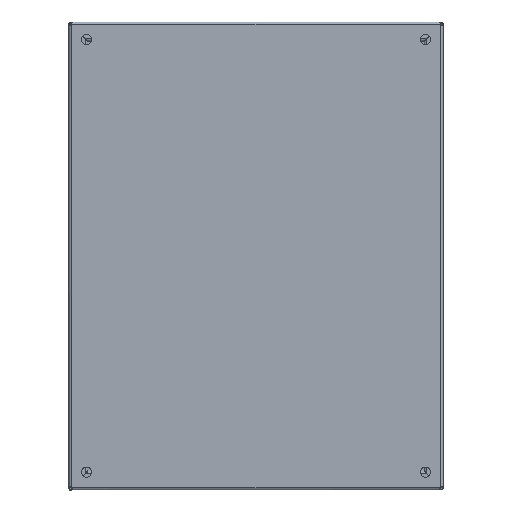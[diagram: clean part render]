
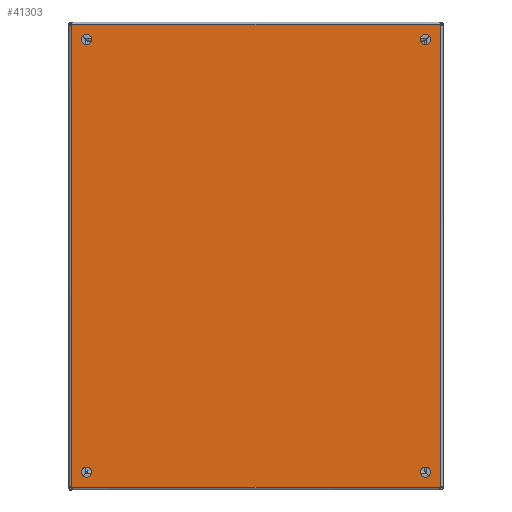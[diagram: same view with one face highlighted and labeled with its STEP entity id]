
A CAD part, top view. The second image highlights one B-rep face of the part: STEP entity #41303.
In plain terms, the highlighted planar face has unit normal (0, 0, 1).
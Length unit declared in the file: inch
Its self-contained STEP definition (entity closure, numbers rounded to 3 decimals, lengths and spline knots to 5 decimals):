
#12 = AXIS2_PLACEMENT_3D ( 'NONE', #81352, #56933, #68812 ) ;
#1751 = DIRECTION ( 'NONE',  ( 0., 0., -1. ) ) ;
#2701 = VERTEX_POINT ( 'NONE', #11390 ) ;
#3134 = VERTEX_POINT ( 'NONE', #15443 ) ;
#3173 = CARTESIAN_POINT ( 'NONE',  ( 15.76975, -0.00777, 8.9175 ) ) ;
#3827 = ORIENTED_EDGE ( 'NONE', *, *, #9644, .T. ) ;
#4426 = EDGE_CURVE ( 'NONE', #48258, #28364, #20409, .T. ) ;
#4675 = EDGE_CURVE ( 'NONE', #49776, #78026, #70796, .T. ) ;
#5135 = ORIENTED_EDGE ( 'NONE', *, *, #20918, .T. ) ;
#5134 = DIRECTION ( 'NONE',  ( -1., 0., 0. ) ) ;
#5393 = DIRECTION ( 'NONE',  ( 0., 0., -1. ) ) ;
#6092 = FACE_BOUND ( 'NONE', #41637, .T. ) ;
#6318 = ORIENTED_EDGE ( 'NONE', *, *, #33032, .T. ) ;
#6853 = AXIS2_PLACEMENT_3D ( 'NONE', #59866, #35075, #66458 ) ;
#7182 = CIRCLE ( 'NONE', #73108, 0.21875 ) ;
#8079 = FACE_BOUND ( 'NONE', #52692, .T. ) ;
#8483 = ORIENTED_EDGE ( 'NONE', *, *, #4426, .F. ) ;
#9644 = EDGE_CURVE ( 'NONE', #2701, #2701, #40115, .T. ) ;
#10196 = AXIS2_PLACEMENT_3D ( 'NONE', #46757, #78605, #64679 ) ;
#10403 = PLANE ( 'NONE',  #62508 ) ;
#11390 = CARTESIAN_POINT ( 'NONE',  ( 0.40625, 0.625, 8.9175 ) ) ;
#13136 = LINE ( 'NONE', #24645, #55733 ) ;
#15443 = CARTESIAN_POINT ( 'NONE',  ( 15.76975, 19.75777, 8.9175 ) ) ;
#16806 = ORIENTED_EDGE ( 'NONE', *, *, #58647, .T. ) ;
#17652 = DIRECTION ( 'NONE',  ( 1., 0., 0. ) ) ;
#17979 = CARTESIAN_POINT ( 'NONE',  ( 15.125, 0.625, 8.9175 ) ) ;
#18090 = DIRECTION ( 'NONE',  ( 0., 0., -1. ) ) ;
#18387 = CARTESIAN_POINT ( 'NONE',  ( 15.75777, 19.76975, 8.9175 ) ) ;
#18929 = AXIS2_PLACEMENT_3D ( 'NONE', #27144, #1751, #46132 ) ;
#19316 = CARTESIAN_POINT ( 'NONE',  ( 15.76975, 9.875, 8.9175 ) ) ;
#20115 = DIRECTION ( 'NONE',  ( 0., -1., 0. ) ) ;
#20409 = LINE ( 'NONE', #63038, #65910 ) ;
#20918 = EDGE_CURVE ( 'NONE', #49776, #28364, #60392, .T. ) ;
#24523 = DIRECTION ( 'NONE',  ( 1., 0., 0. ) ) ;
#24645 = CARTESIAN_POINT ( 'NONE',  ( 7.875, -0.01975, 8.9175 ) ) ;
#27144 = CARTESIAN_POINT ( 'NONE',  ( 15.81289, -0.06289, 8.9175 ) ) ;
#27296 = CARTESIAN_POINT ( 'NONE',  ( 0.625, 19.125, 8.9175 ) ) ;
#27333 = CARTESIAN_POINT ( 'NONE',  ( -0.00777, -0.01975, 8.9175 ) ) ;
#28052 = FACE_BOUND ( 'NONE', #54800, .T. ) ;
#28364 = VERTEX_POINT ( 'NONE', #70558 ) ;
#28702 = AXIS2_PLACEMENT_3D ( 'NONE', #48816, #74247, #62302 ) ;
#30369 = ORIENTED_EDGE ( 'NONE', *, *, #55165, .T. ) ;
#31341 = CARTESIAN_POINT ( 'NONE',  ( -0.01975, -0.00777, 8.9175 ) ) ;
#31347 = DIRECTION ( 'NONE',  ( -1., 0., 0. ) ) ;
#33032 = EDGE_CURVE ( 'NONE', #53285, #53285, #48295, .T. ) ;
#33602 = VERTEX_POINT ( 'NONE', #27333 ) ;
#35075 = DIRECTION ( 'NONE',  ( 0., 0., -1. ) ) ;
#35890 = VECTOR ( 'NONE', #20115, 39.37008 ) ;
#37487 = VERTEX_POINT ( 'NONE', #77145 ) ;
#39184 = DIRECTION ( 'NONE',  ( 0., 0., -1. ) ) ;
#39847 = LINE ( 'NONE', #19316, #35890 ) ;
#40115 = CIRCLE ( 'NONE', #28702, 0.21875 ) ;
#40304 = EDGE_CURVE ( 'NONE', #65064, #65064, #7182, .T. ) ;
#41303 = ADVANCED_FACE ( 'NONE', ( #61558, #8079, #6092, #28052, #60620 ), #10403, .F. ) ;
#41358 = CARTESIAN_POINT ( 'NONE',  ( 14.90625, 19.125, 8.9175 ) ) ;
#41442 = EDGE_CURVE ( 'NONE', #3134, #51439, #39847, .T. ) ;
#41637 = EDGE_LOOP ( 'NONE', ( #3827 ) ) ;
#42272 = ORIENTED_EDGE ( 'NONE', *, *, #61870, .F. ) ;
#42878 = CARTESIAN_POINT ( 'NONE',  ( 7.875, 19.76975, 8.9175 ) ) ;
#44999 = CIRCLE ( 'NONE', #10196, 0.21875 ) ;
#45134 = CIRCLE ( 'NONE', #12, 0.07 ) ;
#46006 = DIRECTION ( 'NONE',  ( -1., 0., 0. ) ) ;
#46132 = DIRECTION ( 'NONE',  ( 1., 0., 0. ) ) ;
#46553 = CARTESIAN_POINT ( 'NONE',  ( 14.90625, 0.625, 8.9175 ) ) ;
#46689 = CIRCLE ( 'NONE', #6853, 0.07 ) ;
#46757 = CARTESIAN_POINT ( 'NONE',  ( 15.125, 19.125, 8.9175 ) ) ;
#47741 = EDGE_CURVE ( 'NONE', #52147, #52147, #44999, .T. ) ;
#48258 = VERTEX_POINT ( 'NONE', #31341 ) ;
#48295 = CIRCLE ( 'NONE', #79308, 0.21875 ) ;
#48816 = CARTESIAN_POINT ( 'NONE',  ( 0.625, 0.625, 8.9175 ) ) ;
#49776 = VERTEX_POINT ( 'NONE', #61930 ) ;
#51422 = DIRECTION ( 'NONE',  ( 0., 1., 0. ) ) ;
#51439 = VERTEX_POINT ( 'NONE', #3173 ) ;
#52147 = VERTEX_POINT ( 'NONE', #41358 ) ;
#52692 = EDGE_LOOP ( 'NONE', ( #81821 ) ) ;
#53285 = VERTEX_POINT ( 'NONE', #46553 ) ;
#54800 = EDGE_LOOP ( 'NONE', ( #6318 ) ) ;
#55165 = EDGE_CURVE ( 'NONE', #37487, #51439, #75295, .T. ) ;
#55322 = DIRECTION ( 'NONE',  ( 0., 0., -1. ) ) ;
#55733 = VECTOR ( 'NONE', #61605, 39.37008 ) ;
#56933 = DIRECTION ( 'NONE',  ( 0., 0., -1. ) ) ;
#58647 = EDGE_CURVE ( 'NONE', #48258, #33602, #45134, .T. ) ;
#59866 = CARTESIAN_POINT ( 'NONE',  ( 15.81289, 19.81289, 8.9175 ) ) ;
#60342 = CARTESIAN_POINT ( 'NONE',  ( 0.40625, 19.125, 8.9175 ) ) ;
#60392 = CIRCLE ( 'NONE', #61385, 0.07 ) ;
#60620 = FACE_OUTER_BOUND ( 'NONE', #61360, .T. ) ;
#61360 = EDGE_LOOP ( 'NONE', ( #30369, #69468, #76777, #80860, #5135, #8483, #16806, #42272 ) ) ;
#61385 = AXIS2_PLACEMENT_3D ( 'NONE', #75905, #18090, #24523 ) ;
#61558 = FACE_BOUND ( 'NONE', #74988, .T. ) ;
#61605 = DIRECTION ( 'NONE',  ( -1., 0., 0. ) ) ;
#61870 = EDGE_CURVE ( 'NONE', #37487, #33602, #13136, .T. ) ;
#61930 = CARTESIAN_POINT ( 'NONE',  ( -0.00777, 19.76975, 8.9175 ) ) ;
#62130 = EDGE_CURVE ( 'NONE', #3134, #78026, #46689, .T. ) ;
#62302 = DIRECTION ( 'NONE',  ( -1., 0., 0. ) ) ;
#62508 = AXIS2_PLACEMENT_3D ( 'NONE', #68512, #5393, #31347 ) ;
#63038 = CARTESIAN_POINT ( 'NONE',  ( -0.01975, 9.875, 8.9175 ) ) ;
#64679 = DIRECTION ( 'NONE',  ( -1., 0., 0. ) ) ;
#65064 = VERTEX_POINT ( 'NONE', #60342 ) ;
#65910 = VECTOR ( 'NONE', #51422, 39.37008 ) ;
#66458 = DIRECTION ( 'NONE',  ( 1., 0., 0. ) ) ;
#67812 = VECTOR ( 'NONE', #17652, 39.37008 ) ;
#68512 = CARTESIAN_POINT ( 'NONE',  ( 7.875, 9.875, 8.9175 ) ) ;
#68812 = DIRECTION ( 'NONE',  ( 1., 0., 0. ) ) ;
#69468 = ORIENTED_EDGE ( 'NONE', *, *, #41442, .F. ) ;
#70558 = CARTESIAN_POINT ( 'NONE',  ( -0.01975, 19.75777, 8.9175 ) ) ;
#70796 = LINE ( 'NONE', #42878, #67812 ) ;
#73108 = AXIS2_PLACEMENT_3D ( 'NONE', #27296, #39184, #46006 ) ;
#74247 = DIRECTION ( 'NONE',  ( 0., 0., -1. ) ) ;
#74988 = EDGE_LOOP ( 'NONE', ( #78119 ) ) ;
#75295 = CIRCLE ( 'NONE', #18929, 0.07 ) ;
#75905 = CARTESIAN_POINT ( 'NONE',  ( -0.06289, 19.81289, 8.9175 ) ) ;
#76777 = ORIENTED_EDGE ( 'NONE', *, *, #62130, .T. ) ;
#77145 = CARTESIAN_POINT ( 'NONE',  ( 15.75777, -0.01975, 8.9175 ) ) ;
#78026 = VERTEX_POINT ( 'NONE', #18387 ) ;
#78119 = ORIENTED_EDGE ( 'NONE', *, *, #40304, .T. ) ;
#78605 = DIRECTION ( 'NONE',  ( 0., 0., -1. ) ) ;
#79308 = AXIS2_PLACEMENT_3D ( 'NONE', #17979, #55322, #5134 ) ;
#80860 = ORIENTED_EDGE ( 'NONE', *, *, #4675, .F. ) ;
#81352 = CARTESIAN_POINT ( 'NONE',  ( -0.06289, -0.06289, 8.9175 ) ) ;
#81821 = ORIENTED_EDGE ( 'NONE', *, *, #47741, .T. ) ;
